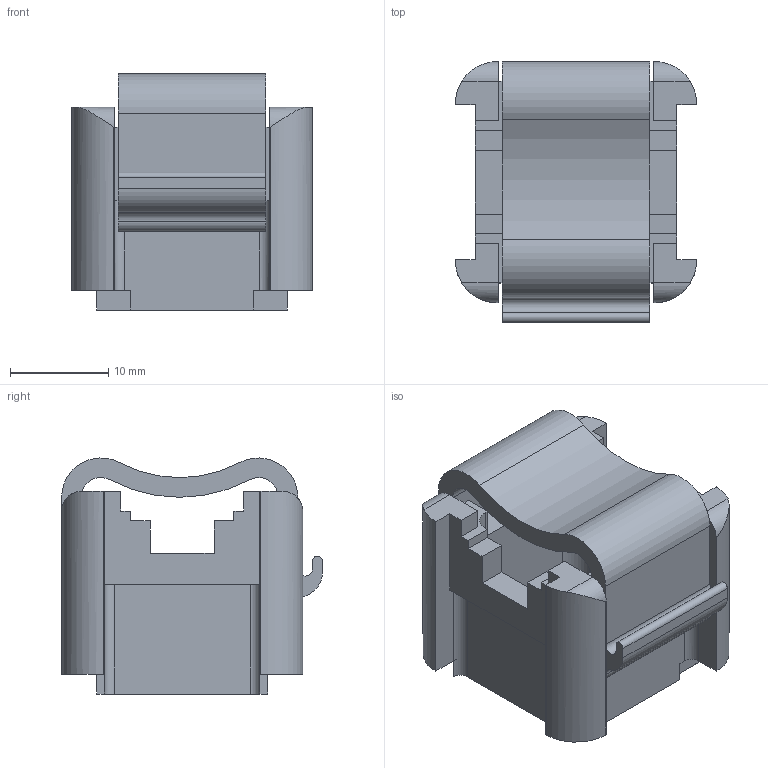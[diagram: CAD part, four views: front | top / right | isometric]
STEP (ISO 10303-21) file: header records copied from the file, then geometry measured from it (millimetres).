
FILE_DESCRIPTION(('CATIA V5R24 STEP','CAx-IF Rec.Pracs.--- Model Styling and Organization---1.2---2011-12-15'),'2;1');
FILE_NAME ('001739-2_1', '2018-08-13T11:19:01+00:00', ('Weidmueller Interface'), ('Weidmueller'), 'CATIA Version 5-6 Release 2014 SP4 HF52', 'CATIA V5 STEP AP214', 'none');
FILE_SCHEMA(('AUTOMOTIVE_DESIGN { 1 0 10303 214 1 1 1 1 }'));
Length unit declared in the file: millimetre
Products named in the file (1): 0299860000
Bounding box: 24.5 x 26.5 x 24 mm (x, y, z)
Volume: 5530.2 mm3; surface area: 5156.3 mm2
Topology: 1 solids, 1 shells, 128 faces, 380 edges, 252 vertices
Faces by surface type: plane 94, cylinder 34
Entity records: 4429 total; most frequent: CARTESIAN_POINT 840, ORIENTED_EDGE 760, DIRECTION 632, EDGE_CURVE 380, VECTOR 308, LINE 308, VERTEX_POINT 252, AXIS2_PLACEMENT_3D 194
